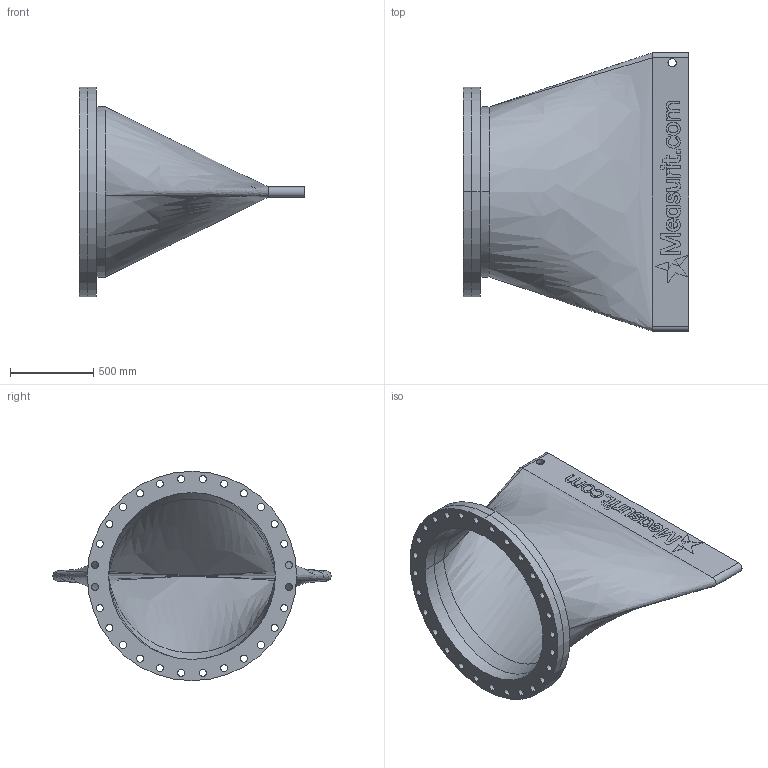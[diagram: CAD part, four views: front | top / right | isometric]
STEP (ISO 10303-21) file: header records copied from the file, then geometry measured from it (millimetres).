
FILE_DESCRIPTION (( 'STEP AP214' ), '1' );
FILE_NAME ('CF-DBF-G3-S1000-NN-316-F.STEP', '2023-02-13T14:38:59', ( '' ), ( '' ), 'SwSTEP 2.0', 'SolidWorks 2022', '' );
FILE_SCHEMA (( 'AUTOMOTIVE_DESIGN' ));
Length unit declared in the file: millimetre
Products named in the file (3): Split ring 1000; CF-DBF-G3-S1000-NN-316-F
Assembly tree (2 placements, depth 2):
  CF-DBF-G3-S1000-NN-316-F
    CF-DBF-G3-S1000-NN-316-F
    Split ring 1000
Bounding box: 1353 x 1670 x 1255 mm (x, y, z)
Volume: 200825868.6 mm3; surface area: 11083732.6 mm2
Topology: 2 solids, 2 shells, 795 faces, 2372 edges, 1599 vertices
Faces by surface type: plane 657, cylinder 126, bspline 12
Entity records: 38503 total; most frequent: CARTESIAN_POINT 9425, ORIENTED_EDGE 4744, DIRECTION 4180, EDGE_CURVE 2372, VECTOR 2092, LINE 2092, VERTEX_POINT 1599, AXIS2_PLACEMENT_3D 1044
